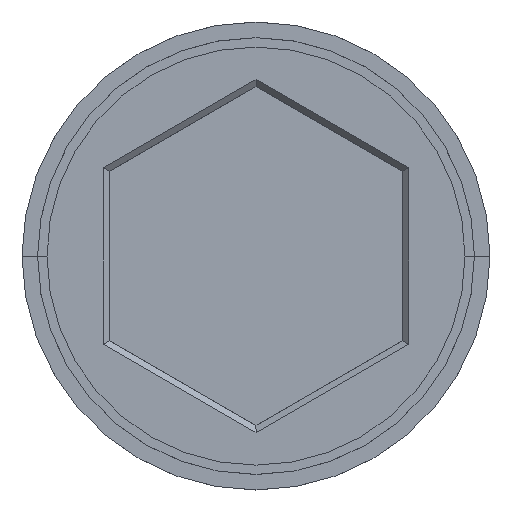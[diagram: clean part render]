
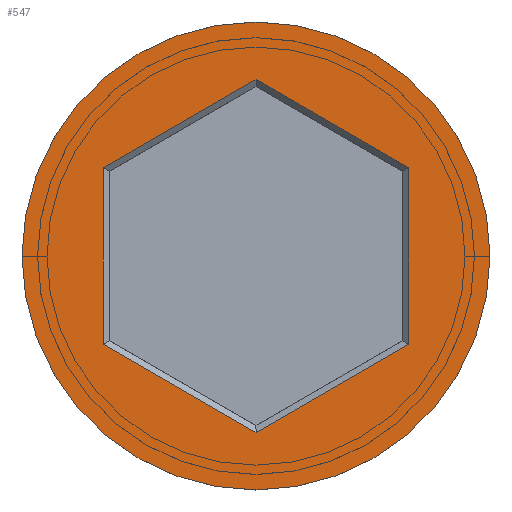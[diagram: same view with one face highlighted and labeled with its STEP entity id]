
A CAD part, top view. The second image highlights one B-rep face of the part: STEP entity #547.
In plain terms, the highlighted planar face has unit normal (0, 0, 1).
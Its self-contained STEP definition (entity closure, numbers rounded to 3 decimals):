
#29 = LINE ( 'NONE', #1294, #529 ) ;
#33 = CARTESIAN_POINT ( 'NONE',  ( -4.9, -2.829, 0. ) ) ;
#79 = CARTESIAN_POINT ( 'NONE',  ( -4.9, 2.829, 0. ) ) ;
#81 = DIRECTION ( 'NONE',  ( 0., 0., 1. ) ) ;
#85 = EDGE_CURVE ( 'NONE', #881, #1142, #29, .T. ) ;
#90 = AXIS2_PLACEMENT_3D ( 'NONE', #666, #1243, #797 ) ;
#135 = VERTEX_POINT ( 'NONE', #645 ) ;
#185 = DIRECTION ( 'NONE',  ( 0., 0., 1. ) ) ;
#189 = CIRCLE ( 'NONE', #90, 7.5 ) ;
#297 = CARTESIAN_POINT ( 'NONE',  ( 0., -5.658, 0. ) ) ;
#310 = CARTESIAN_POINT ( 'NONE',  ( 4.8, 2.887, 0. ) ) ;
#325 = DIRECTION ( 'NONE',  ( 0.866, -0.5, 0. ) ) ;
#326 = VERTEX_POINT ( 'NONE', #33 ) ;
#332 = DIRECTION ( 'NONE',  ( 1., 0., 0. ) ) ;
#371 = ORIENTED_EDGE ( 'NONE', *, *, #1270, .T. ) ;
#378 = ORIENTED_EDGE ( 'NONE', *, *, #85, .T. ) ;
#405 = DIRECTION ( 'NONE',  ( -0.866, -0.5, 0. ) ) ;
#414 = DIRECTION ( 'NONE',  ( 0., -1., 0. ) ) ;
#425 = LINE ( 'NONE', #310, #746 ) ;
#474 = ORIENTED_EDGE ( 'NONE', *, *, #687, .T. ) ;
#475 = EDGE_CURVE ( 'NONE', #326, #1092, #523, .T. ) ;
#479 = AXIS2_PLACEMENT_3D ( 'NONE', #1456, #185, #332 ) ;
#520 = CARTESIAN_POINT ( 'NONE',  ( 0.1, -5.6, 0. ) ) ;
#523 = LINE ( 'NONE', #1319, #1090 ) ;
#529 = VECTOR ( 'NONE', #414, 1000. ) ;
#536 = LINE ( 'NONE', #1231, #1372 ) ;
#545 = CARTESIAN_POINT ( 'NONE',  ( 0., 0., 0. ) ) ;
#547 = ADVANCED_FACE ( 'NONE', ( #789, #884 ), #1228, .T. ) ;
#554 = CIRCLE ( 'NONE', #479, 7.5 ) ;
#596 = VERTEX_POINT ( 'NONE', #1236 ) ;
#645 = CARTESIAN_POINT ( 'NONE',  ( 7.5, 0., 0. ) ) ;
#666 = CARTESIAN_POINT ( 'NONE',  ( 0., 0., 0. ) ) ;
#672 = VECTOR ( 'NONE', #1191, 1000. ) ;
#687 = EDGE_CURVE ( 'NONE', #135, #596, #189, .T. ) ;
#736 = DIRECTION ( 'NONE',  ( 0., 1., 0. ) ) ;
#746 = VECTOR ( 'NONE', #325, 1000. ) ;
#762 = ORIENTED_EDGE ( 'NONE', *, *, #892, .T. ) ;
#789 = FACE_BOUND ( 'NONE', #1373, .T. ) ;
#797 = DIRECTION ( 'NONE',  ( 1., 0., 0. ) ) ;
#820 = VECTOR ( 'NONE', #405, 1000. ) ;
#829 = EDGE_LOOP ( 'NONE', ( #474, #1463 ) ) ;
#841 = CARTESIAN_POINT ( 'NONE',  ( -4.8, -2.887, 0. ) ) ;
#856 = LINE ( 'NONE', #520, #820 ) ;
#872 = CARTESIAN_POINT ( 'NONE',  ( 4.9, 2.829, 0. ) ) ;
#881 = VERTEX_POINT ( 'NONE', #872 ) ;
#884 = FACE_OUTER_BOUND ( 'NONE', #829, .T. ) ;
#888 = EDGE_CURVE ( 'NONE', #891, #326, #961, .T. ) ;
#891 = VERTEX_POINT ( 'NONE', #297 ) ;
#892 = EDGE_CURVE ( 'NONE', #1142, #891, #856, .T. ) ;
#901 = DIRECTION ( 'NONE',  ( 1., 0., 0. ) ) ;
#945 = CARTESIAN_POINT ( 'NONE',  ( 4.9, -2.829, 0. ) ) ;
#946 = ORIENTED_EDGE ( 'NONE', *, *, #888, .T. ) ;
#961 = LINE ( 'NONE', #841, #672 ) ;
#1059 = EDGE_CURVE ( 'NONE', #1263, #881, #425, .T. ) ;
#1066 = AXIS2_PLACEMENT_3D ( 'NONE', #545, #81, #901 ) ;
#1073 = EDGE_CURVE ( 'NONE', #596, #135, #554, .T. ) ;
#1090 = VECTOR ( 'NONE', #736, 1000. ) ;
#1092 = VERTEX_POINT ( 'NONE', #79 ) ;
#1121 = CARTESIAN_POINT ( 'NONE',  ( 0., 5.658, 0. ) ) ;
#1142 = VERTEX_POINT ( 'NONE', #945 ) ;
#1191 = DIRECTION ( 'NONE',  ( -0.866, 0.5, 0. ) ) ;
#1228 = PLANE ( 'NONE',  #1066 ) ;
#1231 = CARTESIAN_POINT ( 'NONE',  ( -0.1, 5.6, 0. ) ) ;
#1236 = CARTESIAN_POINT ( 'NONE',  ( -7.5, 0., 0. ) ) ;
#1240 = ORIENTED_EDGE ( 'NONE', *, *, #475, .T. ) ;
#1243 = DIRECTION ( 'NONE',  ( 0., 0., 1. ) ) ;
#1263 = VERTEX_POINT ( 'NONE', #1121 ) ;
#1270 = EDGE_CURVE ( 'NONE', #1092, #1263, #536, .T. ) ;
#1294 = CARTESIAN_POINT ( 'NONE',  ( 4.9, -2.714, 0. ) ) ;
#1319 = CARTESIAN_POINT ( 'NONE',  ( -4.9, 2.714, 0. ) ) ;
#1350 = DIRECTION ( 'NONE',  ( 0.866, 0.5, 0. ) ) ;
#1360 = ORIENTED_EDGE ( 'NONE', *, *, #1059, .T. ) ;
#1372 = VECTOR ( 'NONE', #1350, 1000. ) ;
#1373 = EDGE_LOOP ( 'NONE', ( #946, #1240, #371, #1360, #378, #762 ) ) ;
#1456 = CARTESIAN_POINT ( 'NONE',  ( 0., 0., 0. ) ) ;
#1463 = ORIENTED_EDGE ( 'NONE', *, *, #1073, .T. ) ;
